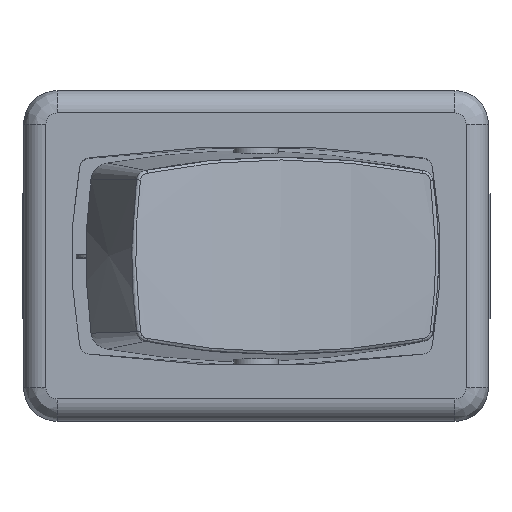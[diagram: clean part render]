
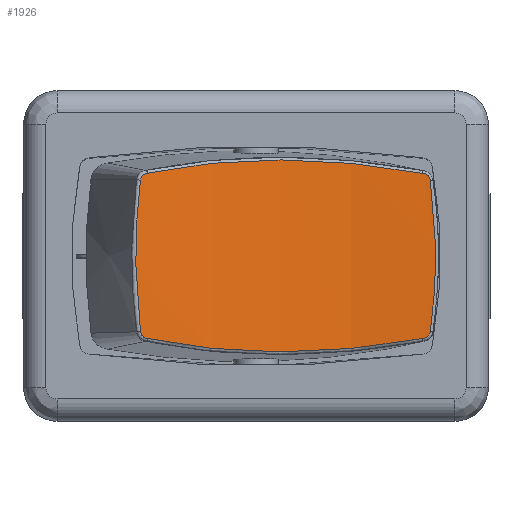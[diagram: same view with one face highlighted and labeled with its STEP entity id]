
A CAD part, top view. The second image highlights one B-rep face of the part: STEP entity #1926.
In plain terms, the highlighted cylindrical face has radius 25.996 mm (diameter 51.992 mm), a partial arc.
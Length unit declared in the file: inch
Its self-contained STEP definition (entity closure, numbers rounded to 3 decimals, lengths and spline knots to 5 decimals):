
#720=CARTESIAN_POINT('',(-0.20358,0.13321,0.77549));
#721=VERTEX_POINT('',#720);
#741=CARTESIAN_POINT('',(-0.20357,-0.1332,0.77549));
#742=VERTEX_POINT('',#741);
#750=CARTESIAN_POINT('',(-0.20357,-0.1332,0.77549));
#751=CARTESIAN_POINT('',(-0.20827,-0.09554,0.7782));
#752=CARTESIAN_POINT('',(-0.21459,-0.00647,0.78195));
#753=CARTESIAN_POINT('',(-0.20984,0.08298,0.7791));
#754=CARTESIAN_POINT('',(-0.20357,0.1332,0.77549));
#755=B_SPLINE_CURVE_WITH_KNOTS('',3,(#750,#751,#752,#753,#754),.UNSPECIFIED.,.F.,.U.,(4,1,4),(0.0,0.29001,0.67668),.UNSPECIFIED.);
#756=EDGE_CURVE('',#742,#721,#755,.T.);
#862=CARTESIAN_POINT('',(-0.19137,-0.1456,0.76856));
#863=VERTEX_POINT('',#862);
#864=CARTESIAN_POINT('',(-0.19137,-0.1456,0.76856));
#865=CARTESIAN_POINT('',(-0.19269,-0.14553,0.7693));
#866=CARTESIAN_POINT('',(-0.19557,-0.1449,0.77092));
#867=CARTESIAN_POINT('',(-0.1984,-0.14303,0.77253));
#868=CARTESIAN_POINT('',(-0.20073,-0.14056,0.77386));
#869=CARTESIAN_POINT('',(-0.20207,-0.13849,0.77462));
#870=CARTESIAN_POINT('',(-0.20308,-0.13581,0.77521));
#871=CARTESIAN_POINT('',(-0.20343,-0.13423,0.77541));
#872=CARTESIAN_POINT('',(-0.20356,-0.13336,0.77548));
#873=CARTESIAN_POINT('',(-0.20358,-0.13321,0.77549));
#874=B_SPLINE_CURVE_WITH_KNOTS('',3,(#864,#865,#866,#867,#868,#869,#870,#871,#872,#873),.UNSPECIFIED.,.F.,.U.,(4,1,1,1,1,1,1,4),(-0.51601,-0.50446,-0.49063,-0.48787,-0.4768,-0.47127,-0.46574,-0.46456),.UNSPECIFIED.);
#875=EDGE_CURVE('',#863,#742,#874,.T.);
#1020=CARTESIAN_POINT('',(0.29312,-0.1456,0.63874));
#1021=VERTEX_POINT('',#1020);
#1022=CARTESIAN_POINT('',(0.29312,-0.1456,0.63874));
#1023=CARTESIAN_POINT('',(0.24556,-0.15431,0.63942));
#1024=CARTESIAN_POINT('',(0.17362,-0.16397,0.64544));
#1025=CARTESIAN_POINT('',(0.07825,-0.16922,0.6638));
#1026=CARTESIAN_POINT('',(0.00787,-0.16923,0.68264));
#1027=CARTESIAN_POINT('',(-0.08413,-0.16402,0.71443));
#1028=CARTESIAN_POINT('',(-0.14965,-0.15435,0.74526));
#1029=CARTESIAN_POINT('',(-0.19137,-0.1456,0.76856));
#1030=B_SPLINE_CURVE_WITH_KNOTS('',3,(#1022,#1023,#1024,#1025,#1026,#1027,#1028,#1029),.UNSPECIFIED.,.F.,.U.,(4,1,1,1,1,4),(0.09322,0.46298,0.64882,0.83465,1.02049,1.39192),.UNSPECIFIED.);
#1031=EDGE_CURVE('',#1021,#863,#1030,.T.);
#1156=CARTESIAN_POINT('',(-0.19137,0.1456,0.76856));
#1157=VERTEX_POINT('',#1156);
#1158=CARTESIAN_POINT('',(0.29312,0.1456,0.63874));
#1159=VERTEX_POINT('',#1158);
#1160=CARTESIAN_POINT('',(-0.19137,0.1456,0.76856));
#1161=CARTESIAN_POINT('',(-0.14984,0.15431,0.74537));
#1162=CARTESIAN_POINT('',(-0.08453,0.16396,0.71461));
#1163=CARTESIAN_POINT('',(0.00724,0.16922,0.68283));
#1164=CARTESIAN_POINT('',(0.07761,0.16923,0.66395));
#1165=CARTESIAN_POINT('',(0.17319,0.16402,0.64548));
#1166=CARTESIAN_POINT('',(0.24535,0.15435,0.63942));
#1167=CARTESIAN_POINT('',(0.29312,0.1456,0.63874));
#1168=B_SPLINE_CURVE_WITH_KNOTS('',3,(#1160,#1161,#1162,#1163,#1164,#1165,#1166,#1167),.UNSPECIFIED.,.F.,.U.,(4,1,1,1,1,4),(0.09322,0.46298,0.64882,0.83465,1.02049,1.39192),.UNSPECIFIED.);
#1169=EDGE_CURVE('',#1157,#1159,#1168,.T.);
#1394=CARTESIAN_POINT('',(0.30716,0.1332,0.63864));
#1395=VERTEX_POINT('',#1394);
#1427=CARTESIAN_POINT('',(0.29312,0.1456,0.63874));
#1428=CARTESIAN_POINT('',(0.29463,0.14553,0.63872));
#1429=CARTESIAN_POINT('',(0.29793,0.1449,0.63868));
#1430=CARTESIAN_POINT('',(0.30119,0.14303,0.63866));
#1431=CARTESIAN_POINT('',(0.30388,0.14056,0.63865));
#1432=CARTESIAN_POINT('',(0.30542,0.13849,0.63864));
#1433=CARTESIAN_POINT('',(0.30659,0.13581,0.63864));
#1434=CARTESIAN_POINT('',(0.30699,0.13423,0.63864));
#1435=CARTESIAN_POINT('',(0.30714,0.13336,0.63864));
#1436=CARTESIAN_POINT('',(0.30716,0.13321,0.63864));
#1437=B_SPLINE_CURVE_WITH_KNOTS('',3,(#1427,#1428,#1429,#1430,#1431,#1432,#1433,#1434,#1435,#1436),.UNSPECIFIED.,.F.,.U.,(4,1,1,1,1,1,1,4),(-0.51601,-0.50446,-0.49063,-0.48787,-0.4768,-0.47127,-0.46574,-0.46456),.UNSPECIFIED.);
#1438=EDGE_CURVE('',#1159,#1395,#1437,.T.);
#1494=CARTESIAN_POINT('',(0.30716,-0.1332,0.63864));
#1495=VERTEX_POINT('',#1494);
#1514=CARTESIAN_POINT('',(0.30716,0.1332,0.63864));
#1515=CARTESIAN_POINT('',(0.31258,0.09554,0.63864));
#1516=CARTESIAN_POINT('',(0.31993,0.00647,0.63872));
#1517=CARTESIAN_POINT('',(0.31438,-0.08298,0.63864));
#1518=CARTESIAN_POINT('',(0.30716,-0.1332,0.63864));
#1519=B_SPLINE_CURVE_WITH_KNOTS('',3,(#1514,#1515,#1516,#1517,#1518),.UNSPECIFIED.,.F.,.U.,(4,1,4),(0.,0.29001,0.67668),.UNSPECIFIED.);
#1520=EDGE_CURVE('',#1395,#1495,#1519,.T.);
#1641=CARTESIAN_POINT('',(0.30715,-0.1332,0.63864));
#1642=CARTESIAN_POINT('',(0.30711,-0.13354,0.63864));
#1643=CARTESIAN_POINT('',(0.30695,-0.13441,0.63864));
#1644=CARTESIAN_POINT('',(0.30631,-0.13669,0.63864));
#1645=CARTESIAN_POINT('',(0.30467,-0.13978,0.63864));
#1646=CARTESIAN_POINT('',(0.30153,-0.14289,0.63866));
#1647=CARTESIAN_POINT('',(0.29764,-0.14494,0.63869));
#1648=CARTESIAN_POINT('',(0.2947,-0.14553,0.63872));
#1649=CARTESIAN_POINT('',(0.29319,-0.1456,0.63874));
#1650=CARTESIAN_POINT('',(0.29312,-0.1456,0.63874));
#1651=B_SPLINE_CURVE_WITH_KNOTS('',3,(#1641,#1642,#1643,#1644,#1645,#1646,#1647,#1648,#1649,#1650),.UNSPECIFIED.,.F.,.U.,(4,1,1,1,1,1,1,4),(-0.23229,-0.22971,-0.22556,-0.2145,-0.20344,-0.19238,-0.18132,-0.18082),.UNSPECIFIED.);
#1652=EDGE_CURVE('',#1495,#1021,#1651,.T.);
#1759=CARTESIAN_POINT('',(-0.20358,0.13321,0.77549));
#1760=CARTESIAN_POINT('',(-0.20356,0.13336,0.77548));
#1761=CARTESIAN_POINT('',(-0.20344,0.13423,0.77541));
#1762=CARTESIAN_POINT('',(-0.20277,0.13722,0.77502));
#1763=CARTESIAN_POINT('',(-0.20033,0.14165,0.77362));
#1764=CARTESIAN_POINT('',(-0.19588,0.14484,0.77109));
#1765=CARTESIAN_POINT('',(-0.19269,0.14554,0.7693));
#1766=CARTESIAN_POINT('',(-0.19137,0.1456,0.76856));
#1767=B_SPLINE_CURVE_WITH_KNOTS('',3,(#1759,#1760,#1761,#1762,#1763,#1764,#1765,#1766),.UNSPECIFIED.,.F.,.U.,(4,1,1,1,1,4),(-0.46455,-0.46337,-0.45784,-0.44125,-0.42466,-0.4131),.UNSPECIFIED.);
#1768=EDGE_CURVE('',#721,#1157,#1767,.T.);
#1911=CARTESIAN_POINT('',(0.3077,-0.18596,1.66211));
#1912=DIRECTION('',(0.0,1.0,0.0));
#1913=DIRECTION('',(0.514,0.0,0.858));
#1914=AXIS2_PLACEMENT_3D('',#1911,#1912,#1913);
#1915=CYLINDRICAL_SURFACE('',#1914,1.02347);
#1916=ORIENTED_EDGE('',*,*,#1169,.F.);
#1917=ORIENTED_EDGE('',*,*,#1768,.F.);
#1918=ORIENTED_EDGE('',*,*,#756,.F.);
#1919=ORIENTED_EDGE('',*,*,#875,.F.);
#1920=ORIENTED_EDGE('',*,*,#1031,.F.);
#1921=ORIENTED_EDGE('',*,*,#1652,.F.);
#1922=ORIENTED_EDGE('',*,*,#1520,.F.);
#1923=ORIENTED_EDGE('',*,*,#1438,.F.);
#1924=EDGE_LOOP('',(#1916,#1917,#1918,#1919,#1920,#1921,#1922,#1923));
#1925=FACE_OUTER_BOUND('',#1924,.T.);
#1926=ADVANCED_FACE('',(#1925),#1915,.F.);
